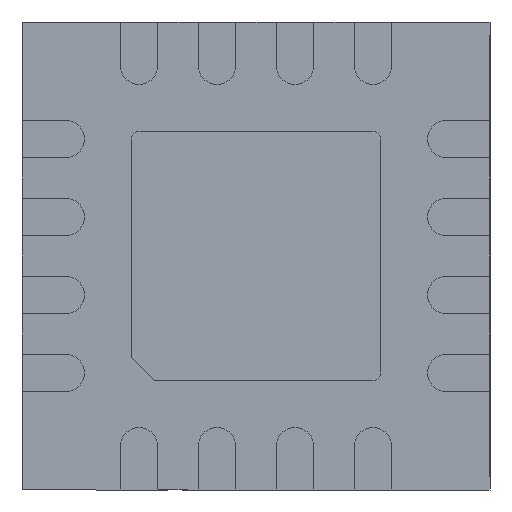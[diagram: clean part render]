
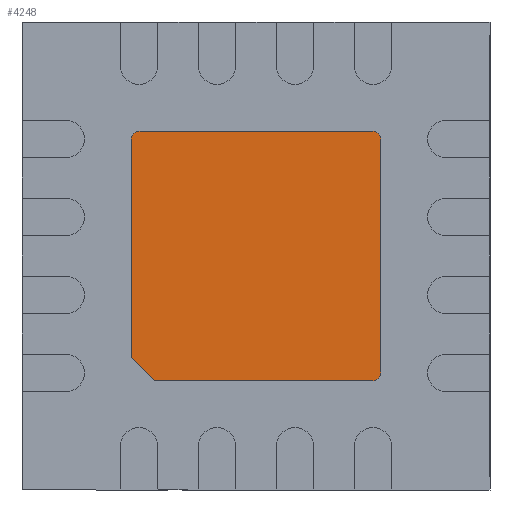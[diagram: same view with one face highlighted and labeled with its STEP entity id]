
A CAD part, front view. The second image highlights one B-rep face of the part: STEP entity #4248.
In plain terms, the highlighted planar face has unit normal (0, -1, 0).
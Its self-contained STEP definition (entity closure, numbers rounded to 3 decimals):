
#51 = CARTESIAN_POINT ( 'NONE',  ( 0.8, 0., -0.75 ) ) ;
#81 = LINE ( 'NONE', #1870, #4904 ) ;
#144 = VERTEX_POINT ( 'NONE', #3901 ) ;
#360 = CARTESIAN_POINT ( 'NONE',  ( -0.75, 0., 0.8 ) ) ;
#366 = VERTEX_POINT ( 'NONE', #815 ) ;
#391 = VERTEX_POINT ( 'NONE', #1811 ) ;
#438 = DIRECTION ( 'NONE',  ( 0., -1., 0. ) ) ;
#441 = LINE ( 'NONE', #4613, #1917 ) ;
#446 = DIRECTION ( 'NONE',  ( 0., 0., 1. ) ) ;
#475 = ORIENTED_EDGE ( 'NONE', *, *, #718, .T. ) ;
#534 = AXIS2_PLACEMENT_3D ( 'NONE', #3978, #1185, #2916 ) ;
#549 = CARTESIAN_POINT ( 'NONE',  ( 0.75, 0., -0.8 ) ) ;
#718 = EDGE_CURVE ( 'NONE', #979, #753, #441, .T. ) ;
#736 = EDGE_LOOP ( 'NONE', ( #5101, #475, #5929, #2775, #2590, #4737, #4810, #2725 ) ) ;
#753 = VERTEX_POINT ( 'NONE', #2663 ) ;
#815 = CARTESIAN_POINT ( 'NONE',  ( 0.75, 0., 0.8 ) ) ;
#816 = DIRECTION ( 'NONE',  ( -1., 0., 0. ) ) ;
#909 = DIRECTION ( 'NONE',  ( 0., 0., -1. ) ) ;
#916 = CIRCLE ( 'NONE', #4347, 0.05 ) ;
#979 = VERTEX_POINT ( 'NONE', #4983 ) ;
#1004 = CARTESIAN_POINT ( 'NONE',  ( 0.75, 0., -0.75 ) ) ;
#1185 = DIRECTION ( 'NONE',  ( 0., -1., 0. ) ) ;
#1590 = AXIS2_PLACEMENT_3D ( 'NONE', #5749, #2018, #3914 ) ;
#1756 = EDGE_CURVE ( 'NONE', #4972, #1789, #6060, .T. ) ;
#1789 = VERTEX_POINT ( 'NONE', #51 ) ;
#1811 = CARTESIAN_POINT ( 'NONE',  ( -0.8, 0., 0.75 ) ) ;
#1870 = CARTESIAN_POINT ( 'NONE',  ( -0.8, 0., -0.8 ) ) ;
#1917 = VECTOR ( 'NONE', #5021, 1000. ) ;
#1942 = VECTOR ( 'NONE', #816, 1000. ) ;
#2018 = DIRECTION ( 'NONE',  ( 0., -1., 0. ) ) ;
#2160 = EDGE_CURVE ( 'NONE', #366, #5456, #5028, .T. ) ;
#2173 = EDGE_CURVE ( 'NONE', #391, #979, #81, .T. ) ;
#2241 = EDGE_CURVE ( 'NONE', #1789, #144, #5620, .T. ) ;
#2277 = DIRECTION ( 'NONE',  ( 0., 0., -1. ) ) ;
#2293 = DIRECTION ( 'NONE',  ( 0., 0., -1. ) ) ;
#2327 = AXIS2_PLACEMENT_3D ( 'NONE', #1004, #4223, #909 ) ;
#2590 = ORIENTED_EDGE ( 'NONE', *, *, #2241, .T. ) ;
#2663 = CARTESIAN_POINT ( 'NONE',  ( -0.65, 0., -0.8 ) ) ;
#2725 = ORIENTED_EDGE ( 'NONE', *, *, #3382, .T. ) ;
#2734 = CIRCLE ( 'NONE', #1590, 0.05 ) ;
#2775 = ORIENTED_EDGE ( 'NONE', *, *, #1756, .T. ) ;
#2819 = VECTOR ( 'NONE', #446, 1000. ) ;
#2916 = DIRECTION ( 'NONE',  ( 0., 0., -1. ) ) ;
#2945 = DIRECTION ( 'NONE',  ( 1., 0., 0. ) ) ;
#3008 = LINE ( 'NONE', #3418, #4438 ) ;
#3134 = CARTESIAN_POINT ( 'NONE',  ( 0.8, 0., 0.8 ) ) ;
#3271 = CARTESIAN_POINT ( 'NONE',  ( -0.75, 0., 0.75 ) ) ;
#3382 = EDGE_CURVE ( 'NONE', #5456, #391, #916, .T. ) ;
#3418 = CARTESIAN_POINT ( 'NONE',  ( 0.8, 0., -0.8 ) ) ;
#3516 = PLANE ( 'NONE',  #534 ) ;
#3901 = CARTESIAN_POINT ( 'NONE',  ( 0.8, 0., 0.75 ) ) ;
#3914 = DIRECTION ( 'NONE',  ( 0., 0., -1. ) ) ;
#3978 = CARTESIAN_POINT ( 'NONE',  ( 0., 0., 0. ) ) ;
#4223 = DIRECTION ( 'NONE',  ( 0., -1., 0. ) ) ;
#4248 = ADVANCED_FACE ( 'NONE', ( #5785 ), #3516, .T. ) ;
#4347 = AXIS2_PLACEMENT_3D ( 'NONE', #3271, #438, #2293 ) ;
#4360 = EDGE_CURVE ( 'NONE', #753, #4972, #3008, .T. ) ;
#4438 = VECTOR ( 'NONE', #2945, 1000. ) ;
#4613 = CARTESIAN_POINT ( 'NONE',  ( -0.725, 0., -0.725 ) ) ;
#4694 = EDGE_CURVE ( 'NONE', #144, #366, #2734, .T. ) ;
#4737 = ORIENTED_EDGE ( 'NONE', *, *, #4694, .T. ) ;
#4810 = ORIENTED_EDGE ( 'NONE', *, *, #2160, .T. ) ;
#4904 = VECTOR ( 'NONE', #2277, 1000. ) ;
#4972 = VERTEX_POINT ( 'NONE', #549 ) ;
#4983 = CARTESIAN_POINT ( 'NONE',  ( -0.8, 0., -0.65 ) ) ;
#5021 = DIRECTION ( 'NONE',  ( 0.707, 0., -0.707 ) ) ;
#5028 = LINE ( 'NONE', #3134, #1942 ) ;
#5101 = ORIENTED_EDGE ( 'NONE', *, *, #2173, .T. ) ;
#5122 = CARTESIAN_POINT ( 'NONE',  ( 0.8, 0., -0.8 ) ) ;
#5456 = VERTEX_POINT ( 'NONE', #360 ) ;
#5620 = LINE ( 'NONE', #5122, #2819 ) ;
#5749 = CARTESIAN_POINT ( 'NONE',  ( 0.75, 0., 0.75 ) ) ;
#5785 = FACE_OUTER_BOUND ( 'NONE', #736, .T. ) ;
#5929 = ORIENTED_EDGE ( 'NONE', *, *, #4360, .T. ) ;
#6060 = CIRCLE ( 'NONE', #2327, 0.05 ) ;
